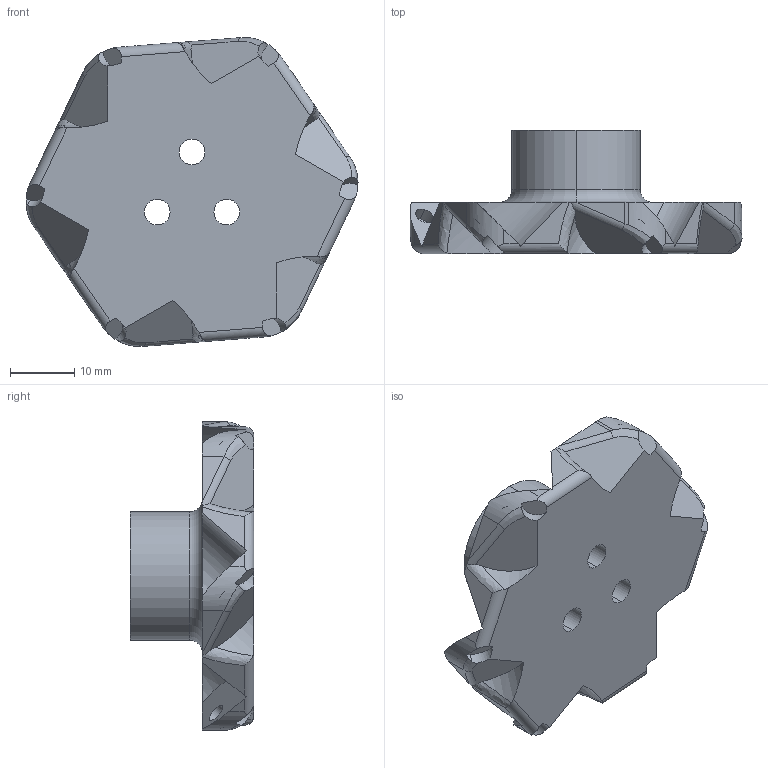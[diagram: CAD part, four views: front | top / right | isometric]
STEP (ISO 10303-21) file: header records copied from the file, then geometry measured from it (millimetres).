
FILE_DESCRIPTION (( 'STEP AP203' ), '1' );
FILE_NAME ('RI_tapa_2_Predeterminado_sldprt.STEP', '2024-07-23T21:01:19', ( '' ), ( '' ), 'SwSTEP 2.0', 'SolidWorks 2018', '' );
FILE_SCHEMA (( 'CONFIG_CONTROL_DESIGN' ));
Length unit declared in the file: centimetre
Products named in the file (1): RI_tapa_2_Predeterminado_sldprt
Bounding box: 51.72 x 19.25 x 48.13 mm (x, y, z)
Volume: 13872.5 mm3; surface area: 6563.3 mm2
Topology: 1 solids, 1 shells, 120 faces, 325 edges, 214 vertices
Faces by surface type: cylinder 61, plane 45, bspline 12, torus 2
Entity records: 4176 total; most frequent: CARTESIAN_POINT 1381, ORIENTED_EDGE 650, DIRECTION 491, EDGE_CURVE 325, VERTEX_POINT 214, AXIS2_PLACEMENT_3D 194, EDGE_LOOP 133, FACE_OUTER_BOUND 120
